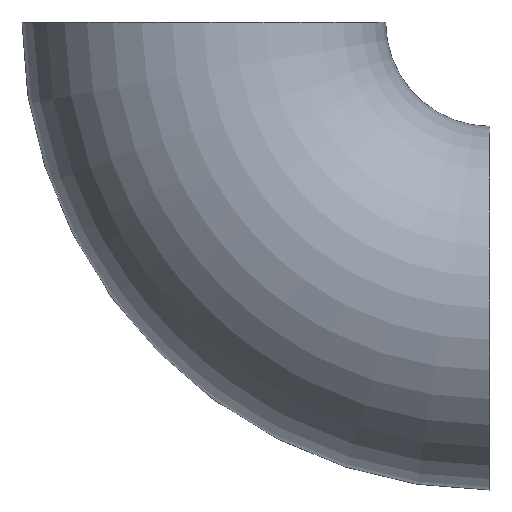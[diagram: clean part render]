
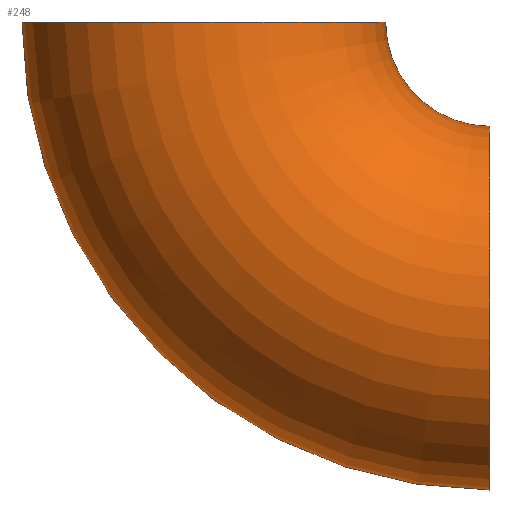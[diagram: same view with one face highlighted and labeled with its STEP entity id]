
A CAD part, front view. The second image highlights one B-rep face of the part: STEP entity #248.
In plain terms, the highlighted toroidal (fillet/blend) face has major radius 38 mm and minor radius 24.15 mm.
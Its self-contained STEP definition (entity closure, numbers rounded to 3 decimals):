
#10 = VERTEX_POINT ( 'NONE', #98 ) ;
#13 = ORIENTED_EDGE ( 'NONE', *, *, #174, .F. ) ;
#17 = CARTESIAN_POINT ( 'NONE',  ( -13.85, 0., 0. ) ) ;
#20 = CARTESIAN_POINT ( 'NONE',  ( 0., 0., 0. ) ) ;
#21 = VERTEX_POINT ( 'NONE', #141 ) ;
#35 = DIRECTION ( 'NONE',  ( 0., 0., 1. ) ) ;
#37 = CIRCLE ( 'NONE', #93, 62.15 ) ;
#39 = EDGE_CURVE ( 'NONE', #21, #179, #37, .T. ) ;
#42 = DIRECTION ( 'NONE',  ( 0., 0., 1. ) ) ;
#52 = EDGE_LOOP ( 'NONE', ( #77, #73, #87, #13 ) ) ;
#58 = DIRECTION ( 'NONE',  ( 1., 0., 0. ) ) ;
#73 = ORIENTED_EDGE ( 'NONE', *, *, #208, .T. ) ;
#76 = CIRCLE ( 'NONE', #89, 13.85 ) ;
#77 = ORIENTED_EDGE ( 'NONE', *, *, #39, .F. ) ;
#79 = FACE_OUTER_BOUND ( 'NONE', #52, .T. ) ;
#87 = ORIENTED_EDGE ( 'NONE', *, *, #170, .T. ) ;
#89 = AXIS2_PLACEMENT_3D ( 'NONE', #20, #143, #229 ) ;
#93 = AXIS2_PLACEMENT_3D ( 'NONE', #145, #180, #183 ) ;
#97 = VERTEX_POINT ( 'NONE', #17 ) ;
#98 = CARTESIAN_POINT ( 'NONE',  ( 0., 0., -13.85 ) ) ;
#101 = DIRECTION ( 'NONE',  ( 0., 0., 1. ) ) ;
#110 = CARTESIAN_POINT ( 'NONE',  ( -62.15, 0., 0. ) ) ;
#116 = CIRCLE ( 'NONE', #124, 24.15 ) ;
#124 = AXIS2_PLACEMENT_3D ( 'NONE', #132, #35, #58 ) ;
#132 = CARTESIAN_POINT ( 'NONE',  ( -38., 0., 0. ) ) ;
#135 = DIRECTION ( 'NONE',  ( -1., 0., 0. ) ) ;
#141 = CARTESIAN_POINT ( 'NONE',  ( 0., 0., -62.15 ) ) ;
#143 = DIRECTION ( 'NONE',  ( 0., 1., 0. ) ) ;
#145 = CARTESIAN_POINT ( 'NONE',  ( 0., 0., 0. ) ) ;
#163 = AXIS2_PLACEMENT_3D ( 'NONE', #212, #206, #42 ) ;
#170 = EDGE_CURVE ( 'NONE', #10, #97, #76, .T. ) ;
#174 = EDGE_CURVE ( 'NONE', #179, #97, #116, .T. ) ;
#179 = VERTEX_POINT ( 'NONE', #110 ) ;
#180 = DIRECTION ( 'NONE',  ( 0., 1., 0. ) ) ;
#181 = CIRCLE ( 'NONE', #198, 24.15 ) ;
#183 = DIRECTION ( 'NONE',  ( 0., 0., 1. ) ) ;
#198 = AXIS2_PLACEMENT_3D ( 'NONE', #234, #135, #101 ) ;
#206 = DIRECTION ( 'NONE',  ( 0., 1., 0. ) ) ;
#208 = EDGE_CURVE ( 'NONE', #21, #10, #181, .T. ) ;
#212 = CARTESIAN_POINT ( 'NONE',  ( 0., 0., 0. ) ) ;
#229 = DIRECTION ( 'NONE',  ( 0., 0., 1. ) ) ;
#233 = TOROIDAL_SURFACE ( 'NONE', #163, 38., 24.15 ) ;
#234 = CARTESIAN_POINT ( 'NONE',  ( 0., 0., -38. ) ) ;
#248 = ADVANCED_FACE ( 'NONE', ( #79 ), #233, .T. ) ;
